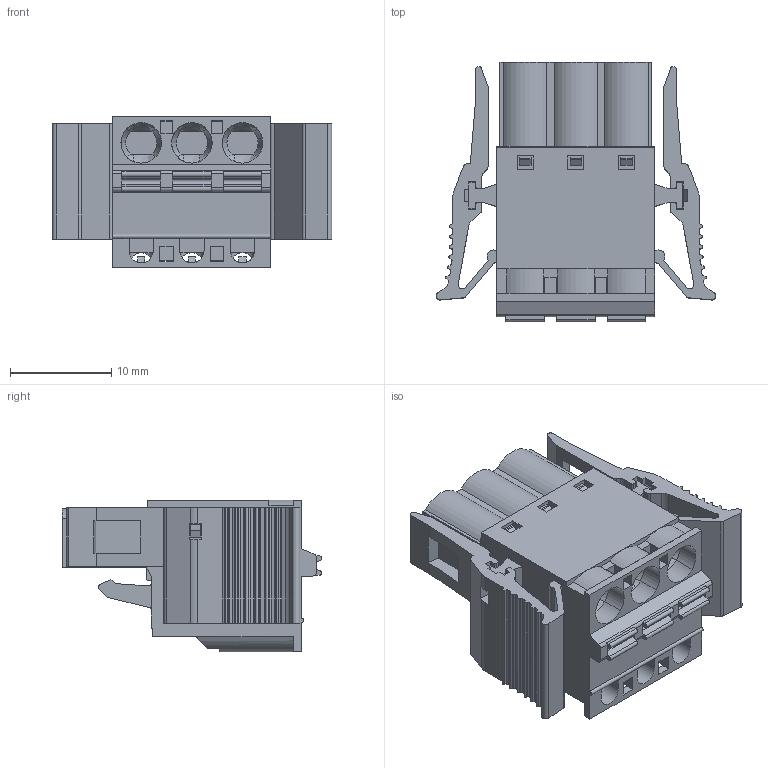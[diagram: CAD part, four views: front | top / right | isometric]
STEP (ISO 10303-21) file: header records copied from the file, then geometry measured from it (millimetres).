
FILE_DESCRIPTION( ('This file contains a STEP AP42 implementation' ,'as created by ZW3D STEP Interface translator.') ,'2;1' );
FILE_NAME( 'WJ2EDGKDG-5.0-03P-00A.stp' ,'23 8 9.152616', (''), ('ZWCAD Software Co.'), 'Version 1.0', 'ZW3D to STEP translator', '' );
FILE_SCHEMA(('AUTOMOTIVE_DESIGN { 1 0 10303 214 1 1 1 1 }'));
Length unit declared in the file: millimetre
Products named in the file (2): 0; WJ2EDGKDG-5.0
Bounding box: 27.62 x 25.6 x 15 mm (x, y, z)
Volume: 4501.2 mm3; surface area: 3895.4 mm2
Topology: 1 solids, 1 shells, 571 faces, 1613 edges, 1049 vertices
Faces by surface type: plane 402, cylinder 140, bspline 23, cone 6
Entity records: 19631 total; most frequent: CARTESIAN_POINT 4050, ORIENTED_EDGE 3226, DIRECTION 3010, EDGE_CURVE 1613, VECTOR 1244, LINE 1244, VERTEX_POINT 1049, AXIS2_PLACEMENT_3D 883
